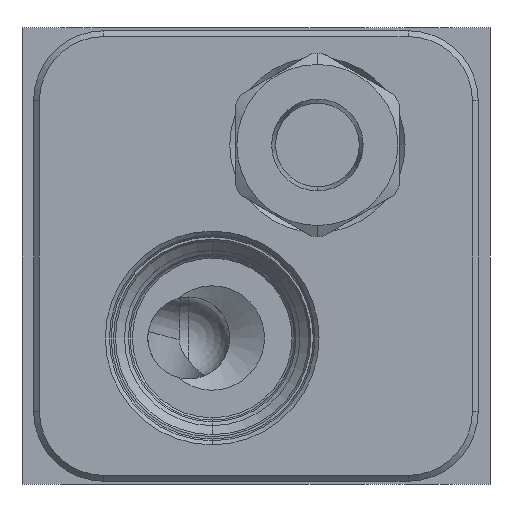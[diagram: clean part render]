
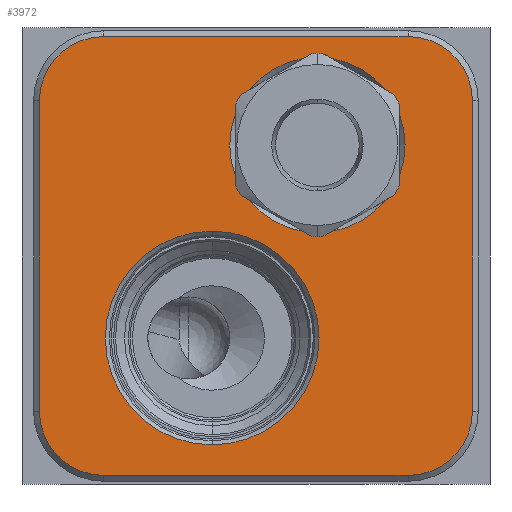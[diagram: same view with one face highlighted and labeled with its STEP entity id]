
A CAD part, front view. The second image highlights one B-rep face of the part: STEP entity #3972.
In plain terms, the highlighted planar face has unit normal (0, -1, 0).
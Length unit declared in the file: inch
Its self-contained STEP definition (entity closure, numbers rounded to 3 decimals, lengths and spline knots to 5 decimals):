
#1637=CARTESIAN_POINT('',(1.016,-4.438,
0.781));
#1638=DIRECTION('',(0.,1.,0.));
#1639=DIRECTION('',(0.,0.,-1.));
#1640=AXIS2_PLACEMENT_3D('',#1637,#1638,#1639);
#1642=CARTESIAN_POINT('',(1.016,-4.438,
0.781));
#1643=DIRECTION('',(0.,1.,0.));
#1644=DIRECTION('',(0.,0.,1.));
#1645=AXIS2_PLACEMENT_3D('',#1642,#1643,#1644);
#1647=CARTESIAN_POINT('',(1.578,-4.438,1.812));
#1648=DIRECTION('',(0.,1.,0.));
#1649=DIRECTION('',(0.,0.,-1.));
#1650=AXIS2_PLACEMENT_3D('',#1647,#1648,#1649);
#1652=CARTESIAN_POINT('',(1.578,-4.438,1.812));
#1653=DIRECTION('',(0.,1.,0.));
#1654=DIRECTION('',(0.,0.,1.));
#1655=AXIS2_PLACEMENT_3D('',#1652,#1653,#1654);
#1657=CARTESIAN_POINT('',(2.062,-4.438,2.047));
#1658=DIRECTION('',(0.,1.,0.));
#1659=DIRECTION('',(0.,0.,1.));
#1660=AXIS2_PLACEMENT_3D('',#1657,#1658,#1659);
#1671=DIRECTION('',(1.,0.,0.));
#1672=VECTOR('',#1671,1.625);
#1673=CARTESIAN_POINT('',(0.437,-4.438,2.391));
#1674=LINE('',#1673,#1672);
#1683=CARTESIAN_POINT('',(0.437,-4.438,2.047));
#1684=DIRECTION('',(0.,1.,0.));
#1685=DIRECTION('',(-1.,0.,0.));
#1686=AXIS2_PLACEMENT_3D('',#1683,#1684,#1685);
#1697=DIRECTION('',(0.,0.,1.));
#1698=VECTOR('',#1697,1.656);
#1699=CARTESIAN_POINT('',(0.093,-4.438,0.391));
#1700=LINE('',#1699,#1698);
#1709=CARTESIAN_POINT('',(0.437,-4.438,0.391));
#1710=DIRECTION('',(0.,1.,0.));
#1711=DIRECTION('',(0.,0.,-1.));
#1712=AXIS2_PLACEMENT_3D('',#1709,#1710,#1711);
#1723=DIRECTION('',(-1.,0.,0.));
#1724=VECTOR('',#1723,1.625);
#1725=CARTESIAN_POINT('',(2.062,-4.438,0.047));
#1726=LINE('',#1725,#1724);
#1731=CARTESIAN_POINT('',(2.062,-4.438,0.391));
#1732=DIRECTION('',(0.,1.,0.));
#1733=DIRECTION('',(1.,0.,0.));
#1734=AXIS2_PLACEMENT_3D('',#1731,#1732,#1733);
#1749=DIRECTION('',(0.,0.,-1.));
#1750=VECTOR('',#1749,1.656);
#1751=CARTESIAN_POINT('',(2.406,-4.438,2.047));
#1752=LINE('',#1751,#1750);
#2949=CARTESIAN_POINT('',(2.062,-4.438,0.047));
#2950=CARTESIAN_POINT('',(0.437,-4.438,0.047));
#2951=VERTEX_POINT('',#2949);
#2952=VERTEX_POINT('',#2950);
#2957=CARTESIAN_POINT('',(0.093,-4.438,0.391));
#2958=VERTEX_POINT('',#2957);
#2961=CARTESIAN_POINT('',(0.093,-4.438,2.047));
#2962=VERTEX_POINT('',#2961);
#2965=CARTESIAN_POINT('',(0.437,-4.438,2.391));
#2966=VERTEX_POINT('',#2965);
#2969=CARTESIAN_POINT('',(2.062,-4.438,2.391));
#2970=VERTEX_POINT('',#2969);
#2973=CARTESIAN_POINT('',(2.406,-4.438,2.047));
#2974=VERTEX_POINT('',#2973);
#2977=CARTESIAN_POINT('',(2.406,-4.438,0.391));
#2978=VERTEX_POINT('',#2977);
#3029=CARTESIAN_POINT('',(1.016,-4.438,
0.21));
#3030=CARTESIAN_POINT('',(1.016,-4.438,1.352));
#3031=VERTEX_POINT('',#3029);
#3032=VERTEX_POINT('',#3030);
#3103=CARTESIAN_POINT('',(1.578,-4.438,1.344));
#3104=CARTESIAN_POINT('',(1.578,-4.438,2.28));
#3105=VERTEX_POINT('',#3103);
#3106=VERTEX_POINT('',#3104);
#3938=CARTESIAN_POINT('',(0.,-4.438,0.));
#3939=DIRECTION('',(0.,-1.,0.));
#3940=DIRECTION('',(1.,0.,0.));
#3941=AXIS2_PLACEMENT_3D('',#3938,#3939,#3940);
#3942=PLANE('',#3941);
#3944=ORIENTED_EDGE('',*,*,#3943,.T.);
#3946=ORIENTED_EDGE('',*,*,#3945,.T.);
#3948=ORIENTED_EDGE('',*,*,#3947,.T.);
#3950=ORIENTED_EDGE('',*,*,#3949,.T.);
#3952=ORIENTED_EDGE('',*,*,#3951,.T.);
#3954=ORIENTED_EDGE('',*,*,#3953,.T.);
#3956=ORIENTED_EDGE('',*,*,#3955,.T.);
#3958=ORIENTED_EDGE('',*,*,#3957,.T.);
#3959=EDGE_LOOP('',(#3944,#3946,#3948,#3950,#3952,#3954,#3956,#3958));
#3960=FACE_OUTER_BOUND('',#3959,.F.);
#3962=ORIENTED_EDGE('',*,*,#3961,.F.);
#3964=ORIENTED_EDGE('',*,*,#3963,.F.);
#3965=EDGE_LOOP('',(#3962,#3964));
#3966=FACE_BOUND('',#3965,.F.);
#3967=ORIENTED_EDGE('',*,*,#3928,.F.);
#3969=ORIENTED_EDGE('',*,*,#3968,.F.);
#3970=EDGE_LOOP('',(#3967,#3969));
#3971=FACE_BOUND('',#3970,.F.);
#3972=ADVANCED_FACE('',(#3960,#3966,#3971),#3942,.T.);
#1641=CIRCLE('',#1640,0.571);
#1646=CIRCLE('',#1645,0.571);
#1651=CIRCLE('',#1650,0.468);
#1656=CIRCLE('',#1655,0.468);
#1661=CIRCLE('',#1660,0.344);
#1687=CIRCLE('',#1686,0.344);
#1713=CIRCLE('',#1712,0.344);
#1735=CIRCLE('',#1734,0.344);
#3928=EDGE_CURVE('',#3105,#3106,#1651,.T.);
#3943=EDGE_CURVE('',#2970,#2974,#1661,.T.);
#3945=EDGE_CURVE('',#2974,#2978,#1752,.T.);
#3947=EDGE_CURVE('',#2978,#2951,#1735,.T.);
#3949=EDGE_CURVE('',#2951,#2952,#1726,.T.);
#3951=EDGE_CURVE('',#2952,#2958,#1713,.T.);
#3953=EDGE_CURVE('',#2958,#2962,#1700,.T.);
#3955=EDGE_CURVE('',#2962,#2966,#1687,.T.);
#3957=EDGE_CURVE('',#2966,#2970,#1674,.T.);
#3961=EDGE_CURVE('',#3031,#3032,#1641,.T.);
#3963=EDGE_CURVE('',#3032,#3031,#1646,.T.);
#3968=EDGE_CURVE('',#3106,#3105,#1656,.T.);
